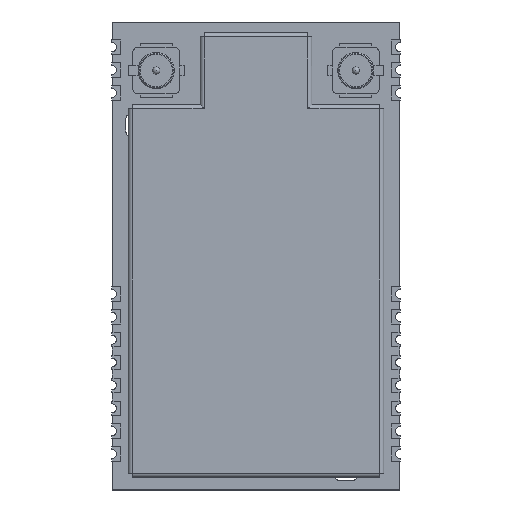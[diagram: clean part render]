
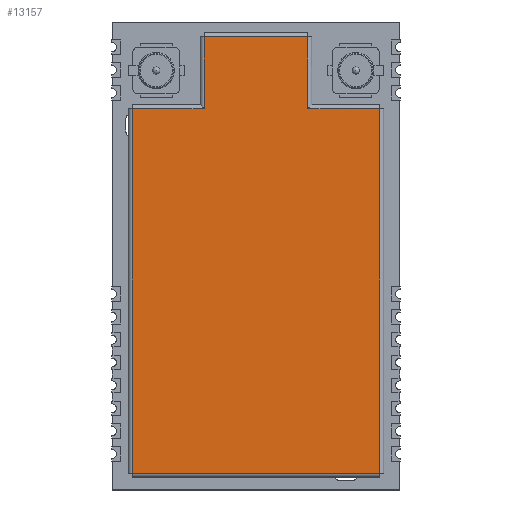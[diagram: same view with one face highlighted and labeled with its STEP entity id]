
A CAD part, top view. The second image highlights one B-rep face of the part: STEP entity #13157.
In plain terms, the highlighted face is planar.
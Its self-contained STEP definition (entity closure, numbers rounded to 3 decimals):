
#12129 = CYLINDRICAL_SURFACE('',#12130,0.22);
#12130 = AXIS2_PLACEMENT_3D('',#12131,#12132,#12133);
#12131 = CARTESIAN_POINT('',(0.214,-0.22,-0.22));
#12132 = DIRECTION('',(-1.,-0.,-0.));
#12133 = DIRECTION('',(-0.,0.,1.));
#12604 = CYLINDRICAL_SURFACE('',#12605,0.22);
#12605 = AXIS2_PLACEMENT_3D('',#12606,#12607,#12608);
#12606 = CARTESIAN_POINT('',(0.22,-0.22,-20.486));
#12607 = DIRECTION('',(0.,0.,-1.));
#12608 = DIRECTION('',(-1.,0.,0.));
#13157 = ADVANCED_FACE('',(#13158),#13172,.T.);
#13158 = FACE_BOUND('',#13159,.T.);
#13159 = EDGE_LOOP('',(#13160,#13195,#13223,#13246,#13269,#13297,#13325,
    #13353));
#13160 = ORIENTED_EDGE('',*,*,#13161,.T.);
#13161 = EDGE_CURVE('',#13162,#13164,#13166,.T.);
#13162 = VERTEX_POINT('',#13163);
#13163 = CARTESIAN_POINT('',(4.22,-0.,-24.48));
#13164 = VERTEX_POINT('',#13165);
#13165 = CARTESIAN_POINT('',(4.22,0.,-20.48));
#13166 = SURFACE_CURVE('',#13167,(#13171,#13183),.PCURVE_S1.);
#13167 = LINE('',#13168,#13169);
#13168 = CARTESIAN_POINT('',(4.22,0.,-24.486));
#13169 = VECTOR('',#13170,1.);
#13170 = DIRECTION('',(-0.,-0.,1.));
#13171 = PCURVE('',#13172,#13177);
#13172 = PLANE('',#13173);
#13173 = AXIS2_PLACEMENT_3D('',#13174,#13175,#13176);
#13174 = CARTESIAN_POINT('',(0.,0.,0.));
#13175 = DIRECTION('',(0.,1.,0.));
#13176 = DIRECTION('',(0.,-0.,1.));
#13177 = DEFINITIONAL_REPRESENTATION('',(#13178),#13182);
#13178 = LINE('',#13179,#13180);
#13179 = CARTESIAN_POINT('',(-24.486,4.22));
#13180 = VECTOR('',#13181,1.);
#13181 = DIRECTION('',(1.,-0.));
#13182 = ( GEOMETRIC_REPRESENTATION_CONTEXT(2) 
PARAMETRIC_REPRESENTATION_CONTEXT() REPRESENTATION_CONTEXT('2D SPACE',''
  ) );
#13183 = PCURVE('',#13184,#13189);
#13184 = CYLINDRICAL_SURFACE('',#13185,0.22);
#13185 = AXIS2_PLACEMENT_3D('',#13186,#13187,#13188);
#13186 = CARTESIAN_POINT('',(4.22,-0.22,-24.486));
#13187 = DIRECTION('',(0.,0.,-1.));
#13188 = DIRECTION('',(-1.,0.,0.));
#13189 = DEFINITIONAL_REPRESENTATION('',(#13190),#13194);
#13190 = LINE('',#13191,#13192);
#13191 = CARTESIAN_POINT('',(1.571,0.));
#13192 = VECTOR('',#13193,1.);
#13193 = DIRECTION('',(0.,-1.));
#13194 = ( GEOMETRIC_REPRESENTATION_CONTEXT(2) 
PARAMETRIC_REPRESENTATION_CONTEXT() REPRESENTATION_CONTEXT('2D SPACE',''
  ) );
#13195 = ORIENTED_EDGE('',*,*,#13196,.T.);
#13196 = EDGE_CURVE('',#13164,#13197,#13199,.T.);
#13197 = VERTEX_POINT('',#13198);
#13198 = CARTESIAN_POINT('',(0.22,-0.,-20.48));
#13199 = SURFACE_CURVE('',#13200,(#13204,#13211),.PCURVE_S1.);
#13200 = LINE('',#13201,#13202);
#13201 = CARTESIAN_POINT('',(4.22,0.,-20.48));
#13202 = VECTOR('',#13203,1.);
#13203 = DIRECTION('',(-1.,0.,0.));
#13204 = PCURVE('',#13172,#13205);
#13205 = DEFINITIONAL_REPRESENTATION('',(#13206),#13210);
#13206 = LINE('',#13207,#13208);
#13207 = CARTESIAN_POINT('',(-20.48,4.22));
#13208 = VECTOR('',#13209,1.);
#13209 = DIRECTION('',(0.,-1.));
#13210 = ( GEOMETRIC_REPRESENTATION_CONTEXT(2) 
PARAMETRIC_REPRESENTATION_CONTEXT() REPRESENTATION_CONTEXT('2D SPACE',''
  ) );
#13211 = PCURVE('',#13212,#13217);
#13212 = CYLINDRICAL_SURFACE('',#13213,0.22);
#13213 = AXIS2_PLACEMENT_3D('',#13214,#13215,#13216);
#13214 = CARTESIAN_POINT('',(4.22,-0.22,-20.48));
#13215 = DIRECTION('',(1.,-0.,-0.));
#13216 = DIRECTION('',(0.,0.,-1.));
#13217 = DEFINITIONAL_REPRESENTATION('',(#13218),#13222);
#13218 = LINE('',#13219,#13220);
#13219 = CARTESIAN_POINT('',(1.571,0.));
#13220 = VECTOR('',#13221,1.);
#13221 = DIRECTION('',(0.,-1.));
#13222 = ( GEOMETRIC_REPRESENTATION_CONTEXT(2) 
PARAMETRIC_REPRESENTATION_CONTEXT() REPRESENTATION_CONTEXT('2D SPACE',''
  ) );
#13223 = ORIENTED_EDGE('',*,*,#13224,.T.);
#13224 = EDGE_CURVE('',#13197,#13225,#13227,.T.);
#13225 = VERTEX_POINT('',#13226);
#13226 = CARTESIAN_POINT('',(0.22,0.,-0.22));
#13227 = SURFACE_CURVE('',#13228,(#13232,#13239),.PCURVE_S1.);
#13228 = LINE('',#13229,#13230);
#13229 = CARTESIAN_POINT('',(0.22,0.,-20.486));
#13230 = VECTOR('',#13231,1.);
#13231 = DIRECTION('',(-0.,-0.,1.));
#13232 = PCURVE('',#13172,#13233);
#13233 = DEFINITIONAL_REPRESENTATION('',(#13234),#13238);
#13234 = LINE('',#13235,#13236);
#13235 = CARTESIAN_POINT('',(-20.486,0.22));
#13236 = VECTOR('',#13237,1.);
#13237 = DIRECTION('',(1.,-0.));
#13238 = ( GEOMETRIC_REPRESENTATION_CONTEXT(2) 
PARAMETRIC_REPRESENTATION_CONTEXT() REPRESENTATION_CONTEXT('2D SPACE',''
  ) );
#13239 = PCURVE('',#12604,#13240);
#13240 = DEFINITIONAL_REPRESENTATION('',(#13241),#13245);
#13241 = LINE('',#13242,#13243);
#13242 = CARTESIAN_POINT('',(1.571,0.));
#13243 = VECTOR('',#13244,1.);
#13244 = DIRECTION('',(0.,-1.));
#13245 = ( GEOMETRIC_REPRESENTATION_CONTEXT(2) 
PARAMETRIC_REPRESENTATION_CONTEXT() REPRESENTATION_CONTEXT('2D SPACE',''
  ) );
#13246 = ORIENTED_EDGE('',*,*,#13247,.T.);
#13247 = EDGE_CURVE('',#13225,#13248,#13250,.T.);
#13248 = VERTEX_POINT('',#13249);
#13249 = CARTESIAN_POINT('',(13.98,0.,-0.22));
#13250 = SURFACE_CURVE('',#13251,(#13255,#13262),.PCURVE_S1.);
#13251 = LINE('',#13252,#13253);
#13252 = CARTESIAN_POINT('',(0.214,0.,-0.22));
#13253 = VECTOR('',#13254,1.);
#13254 = DIRECTION('',(1.,0.,0.));
#13255 = PCURVE('',#13172,#13256);
#13256 = DEFINITIONAL_REPRESENTATION('',(#13257),#13261);
#13257 = LINE('',#13258,#13259);
#13258 = CARTESIAN_POINT('',(-0.22,0.214));
#13259 = VECTOR('',#13260,1.);
#13260 = DIRECTION('',(0.,1.));
#13261 = ( GEOMETRIC_REPRESENTATION_CONTEXT(2) 
PARAMETRIC_REPRESENTATION_CONTEXT() REPRESENTATION_CONTEXT('2D SPACE',''
  ) );
#13262 = PCURVE('',#12129,#13263);
#13263 = DEFINITIONAL_REPRESENTATION('',(#13264),#13268);
#13264 = LINE('',#13265,#13266);
#13265 = CARTESIAN_POINT('',(1.571,0.));
#13266 = VECTOR('',#13267,1.);
#13267 = DIRECTION('',(0.,-1.));
#13268 = ( GEOMETRIC_REPRESENTATION_CONTEXT(2) 
PARAMETRIC_REPRESENTATION_CONTEXT() REPRESENTATION_CONTEXT('2D SPACE',''
  ) );
#13269 = ORIENTED_EDGE('',*,*,#13270,.T.);
#13270 = EDGE_CURVE('',#13248,#13271,#13273,.T.);
#13271 = VERTEX_POINT('',#13272);
#13272 = CARTESIAN_POINT('',(13.98,0.,-20.48));
#13273 = SURFACE_CURVE('',#13274,(#13278,#13285),.PCURVE_S1.);
#13274 = LINE('',#13275,#13276);
#13275 = CARTESIAN_POINT('',(13.98,0.,-0.214));
#13276 = VECTOR('',#13277,1.);
#13277 = DIRECTION('',(-0.,-0.,-1.));
#13278 = PCURVE('',#13172,#13279);
#13279 = DEFINITIONAL_REPRESENTATION('',(#13280),#13284);
#13280 = LINE('',#13281,#13282);
#13281 = CARTESIAN_POINT('',(-0.214,13.98));
#13282 = VECTOR('',#13283,1.);
#13283 = DIRECTION('',(-1.,0.));
#13284 = ( GEOMETRIC_REPRESENTATION_CONTEXT(2) 
PARAMETRIC_REPRESENTATION_CONTEXT() REPRESENTATION_CONTEXT('2D SPACE',''
  ) );
#13285 = PCURVE('',#13286,#13291);
#13286 = CYLINDRICAL_SURFACE('',#13287,0.22);
#13287 = AXIS2_PLACEMENT_3D('',#13288,#13289,#13290);
#13288 = CARTESIAN_POINT('',(13.98,-0.22,-0.214));
#13289 = DIRECTION('',(0.,0.,1.));
#13290 = DIRECTION('',(1.,0.,-0.));
#13291 = DEFINITIONAL_REPRESENTATION('',(#13292),#13296);
#13292 = LINE('',#13293,#13294);
#13293 = CARTESIAN_POINT('',(1.571,0.));
#13294 = VECTOR('',#13295,1.);
#13295 = DIRECTION('',(0.,-1.));
#13296 = ( GEOMETRIC_REPRESENTATION_CONTEXT(2) 
PARAMETRIC_REPRESENTATION_CONTEXT() REPRESENTATION_CONTEXT('2D SPACE',''
  ) );
#13297 = ORIENTED_EDGE('',*,*,#13298,.T.);
#13298 = EDGE_CURVE('',#13271,#13299,#13301,.T.);
#13299 = VERTEX_POINT('',#13300);
#13300 = CARTESIAN_POINT('',(9.98,0.,-20.48));
#13301 = SURFACE_CURVE('',#13302,(#13306,#13313),.PCURVE_S1.);
#13302 = LINE('',#13303,#13304);
#13303 = CARTESIAN_POINT('',(13.986,0.,-20.48));
#13304 = VECTOR('',#13305,1.);
#13305 = DIRECTION('',(-1.,0.,0.));
#13306 = PCURVE('',#13172,#13307);
#13307 = DEFINITIONAL_REPRESENTATION('',(#13308),#13312);
#13308 = LINE('',#13309,#13310);
#13309 = CARTESIAN_POINT('',(-20.48,13.986));
#13310 = VECTOR('',#13311,1.);
#13311 = DIRECTION('',(0.,-1.));
#13312 = ( GEOMETRIC_REPRESENTATION_CONTEXT(2) 
PARAMETRIC_REPRESENTATION_CONTEXT() REPRESENTATION_CONTEXT('2D SPACE',''
  ) );
#13313 = PCURVE('',#13314,#13319);
#13314 = CYLINDRICAL_SURFACE('',#13315,0.22);
#13315 = AXIS2_PLACEMENT_3D('',#13316,#13317,#13318);
#13316 = CARTESIAN_POINT('',(13.986,-0.22,-20.48));
#13317 = DIRECTION('',(1.,-0.,-0.));
#13318 = DIRECTION('',(0.,0.,-1.));
#13319 = DEFINITIONAL_REPRESENTATION('',(#13320),#13324);
#13320 = LINE('',#13321,#13322);
#13321 = CARTESIAN_POINT('',(1.571,0.));
#13322 = VECTOR('',#13323,1.);
#13323 = DIRECTION('',(0.,-1.));
#13324 = ( GEOMETRIC_REPRESENTATION_CONTEXT(2) 
PARAMETRIC_REPRESENTATION_CONTEXT() REPRESENTATION_CONTEXT('2D SPACE',''
  ) );
#13325 = ORIENTED_EDGE('',*,*,#13326,.T.);
#13326 = EDGE_CURVE('',#13299,#13327,#13329,.T.);
#13327 = VERTEX_POINT('',#13328);
#13328 = CARTESIAN_POINT('',(9.98,0.,-24.48));
#13329 = SURFACE_CURVE('',#13330,(#13334,#13341),.PCURVE_S1.);
#13330 = LINE('',#13331,#13332);
#13331 = CARTESIAN_POINT('',(9.98,0.,-20.48));
#13332 = VECTOR('',#13333,1.);
#13333 = DIRECTION('',(-0.,-0.,-1.));
#13334 = PCURVE('',#13172,#13335);
#13335 = DEFINITIONAL_REPRESENTATION('',(#13336),#13340);
#13336 = LINE('',#13337,#13338);
#13337 = CARTESIAN_POINT('',(-20.48,9.98));
#13338 = VECTOR('',#13339,1.);
#13339 = DIRECTION('',(-1.,0.));
#13340 = ( GEOMETRIC_REPRESENTATION_CONTEXT(2) 
PARAMETRIC_REPRESENTATION_CONTEXT() REPRESENTATION_CONTEXT('2D SPACE',''
  ) );
#13341 = PCURVE('',#13342,#13347);
#13342 = CYLINDRICAL_SURFACE('',#13343,0.22);
#13343 = AXIS2_PLACEMENT_3D('',#13344,#13345,#13346);
#13344 = CARTESIAN_POINT('',(9.98,-0.22,-20.48));
#13345 = DIRECTION('',(0.,0.,1.));
#13346 = DIRECTION('',(1.,0.,-0.));
#13347 = DEFINITIONAL_REPRESENTATION('',(#13348),#13352);
#13348 = LINE('',#13349,#13350);
#13349 = CARTESIAN_POINT('',(1.571,0.));
#13350 = VECTOR('',#13351,1.);
#13351 = DIRECTION('',(0.,-1.));
#13352 = ( GEOMETRIC_REPRESENTATION_CONTEXT(2) 
PARAMETRIC_REPRESENTATION_CONTEXT() REPRESENTATION_CONTEXT('2D SPACE',''
  ) );
#13353 = ORIENTED_EDGE('',*,*,#13354,.T.);
#13354 = EDGE_CURVE('',#13327,#13162,#13355,.T.);
#13355 = SURFACE_CURVE('',#13356,(#13360,#13367),.PCURVE_S1.);
#13356 = LINE('',#13357,#13358);
#13357 = CARTESIAN_POINT('',(9.986,0.,-24.48));
#13358 = VECTOR('',#13359,1.);
#13359 = DIRECTION('',(-1.,0.,0.));
#13360 = PCURVE('',#13172,#13361);
#13361 = DEFINITIONAL_REPRESENTATION('',(#13362),#13366);
#13362 = LINE('',#13363,#13364);
#13363 = CARTESIAN_POINT('',(-24.48,9.986));
#13364 = VECTOR('',#13365,1.);
#13365 = DIRECTION('',(0.,-1.));
#13366 = ( GEOMETRIC_REPRESENTATION_CONTEXT(2) 
PARAMETRIC_REPRESENTATION_CONTEXT() REPRESENTATION_CONTEXT('2D SPACE',''
  ) );
#13367 = PCURVE('',#13368,#13373);
#13368 = CYLINDRICAL_SURFACE('',#13369,0.22);
#13369 = AXIS2_PLACEMENT_3D('',#13370,#13371,#13372);
#13370 = CARTESIAN_POINT('',(9.986,-0.22,-24.48));
#13371 = DIRECTION('',(1.,-0.,-0.));
#13372 = DIRECTION('',(0.,0.,-1.));
#13373 = DEFINITIONAL_REPRESENTATION('',(#13374),#13378);
#13374 = LINE('',#13375,#13376);
#13375 = CARTESIAN_POINT('',(1.571,0.));
#13376 = VECTOR('',#13377,1.);
#13377 = DIRECTION('',(0.,-1.));
#13378 = ( GEOMETRIC_REPRESENTATION_CONTEXT(2) 
PARAMETRIC_REPRESENTATION_CONTEXT() REPRESENTATION_CONTEXT('2D SPACE',''
  ) );
